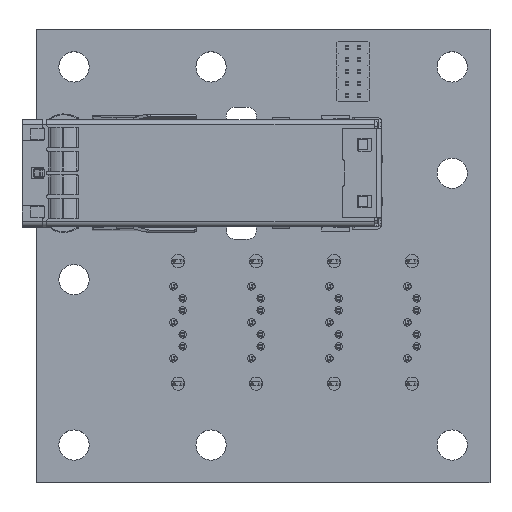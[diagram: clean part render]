
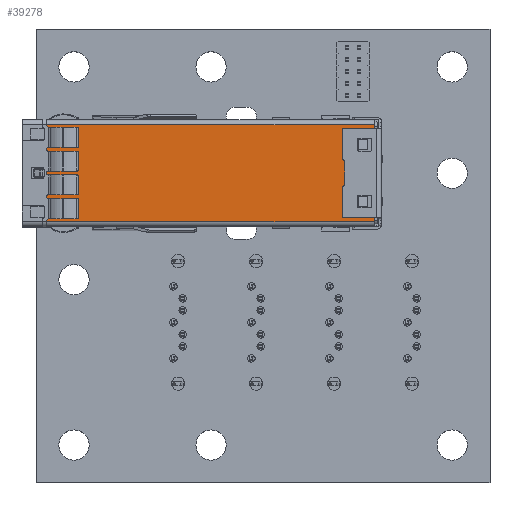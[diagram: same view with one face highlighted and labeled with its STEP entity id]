
A CAD part, top view. The second image highlights one B-rep face of the part: STEP entity #39278.
In plain terms, the highlighted face is planar.
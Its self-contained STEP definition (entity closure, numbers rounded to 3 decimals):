
#38358 = VERTEX_POINT('',#38359);
#38359 = CARTESIAN_POINT('',(-5.125,6.045,-2.6));
#38366 = EDGE_CURVE('',#38358,#38367,#38369,.T.);
#38367 = VERTEX_POINT('',#38368);
#38368 = CARTESIAN_POINT('',(-5.125,6.045,-37.25));
#38369 = LINE('',#38370,#38371);
#38370 = CARTESIAN_POINT('',(-5.125,6.045,-2.6));
#38371 = VECTOR('',#38372,1.);
#38372 = DIRECTION('',(0.,0.,-1.));
#38451 = VERTEX_POINT('',#38452);
#38452 = CARTESIAN_POINT('',(5.125,6.045,-37.25));
#38459 = EDGE_CURVE('',#38451,#38460,#38462,.T.);
#38460 = VERTEX_POINT('',#38461);
#38461 = CARTESIAN_POINT('',(4.725,6.045,-37.25));
#38462 = LINE('',#38463,#38464);
#38463 = CARTESIAN_POINT('',(5.125,6.045,-37.25));
#38464 = VECTOR('',#38465,1.);
#38465 = DIRECTION('',(-1.,0.,0.));
#38468 = VERTEX_POINT('',#38469);
#38469 = CARTESIAN_POINT('',(-4.725,6.045,-37.25));
#38475 = EDGE_CURVE('',#38468,#38367,#38476,.T.);
#38476 = LINE('',#38477,#38478);
#38477 = CARTESIAN_POINT('',(-4.725,6.045,-37.25));
#38478 = VECTOR('',#38479,1.);
#38479 = DIRECTION('',(-1.,0.,0.));
#39278 = ADVANCED_FACE('',(#39279),#39423,.T.);
#39279 = FACE_BOUND('',#39280,.F.);
#39280 = EDGE_LOOP('',(#39281,#39292,#39300,#39309,#39317,#39326,#39334,
    #39343,#39351,#39358,#39359,#39360,#39368,#39376,#39385,#39393,
    #39402,#39410,#39416,#39417));
#39281 = ORIENTED_EDGE('',*,*,#39282,.F.);
#39282 = EDGE_CURVE('',#39283,#39285,#39287,.T.);
#39283 = VERTEX_POINT('',#39284);
#39284 = CARTESIAN_POINT('',(4.854,6.045,-2.779));
#39285 = VERTEX_POINT('',#39286);
#39286 = CARTESIAN_POINT('',(5.125,6.045,-2.6));
#39287 = CIRCLE('',#39288,0.3);
#39288 = AXIS2_PLACEMENT_3D('',#39289,#39290,#39291);
#39289 = CARTESIAN_POINT('',(5.129,6.045,-2.9));
#39290 = DIRECTION('',(0.,1.,0.));
#39291 = DIRECTION('',(-0.915,0.,0.404));
#39292 = ORIENTED_EDGE('',*,*,#39293,.F.);
#39293 = EDGE_CURVE('',#39294,#39283,#39296,.T.);
#39294 = VERTEX_POINT('',#39295);
#39295 = CARTESIAN_POINT('',(2.712,6.045,-2.779));
#39296 = LINE('',#39297,#39298);
#39297 = CARTESIAN_POINT('',(2.712,6.045,-2.779));
#39298 = VECTOR('',#39299,1.);
#39299 = DIRECTION('',(1.,0.,0.));
#39300 = ORIENTED_EDGE('',*,*,#39301,.F.);
#39301 = EDGE_CURVE('',#39302,#39294,#39304,.T.);
#39302 = VERTEX_POINT('',#39303);
#39303 = CARTESIAN_POINT('',(2.314,6.045,-2.779));
#39304 = CIRCLE('',#39305,0.2);
#39305 = AXIS2_PLACEMENT_3D('',#39306,#39307,#39308);
#39306 = CARTESIAN_POINT('',(2.513,6.045,-2.8));
#39307 = DIRECTION('',(0.,1.,0.));
#39308 = DIRECTION('',(-0.994,0.,0.106));
#39309 = ORIENTED_EDGE('',*,*,#39310,.F.);
#39310 = EDGE_CURVE('',#39311,#39302,#39313,.T.);
#39311 = VERTEX_POINT('',#39312);
#39312 = CARTESIAN_POINT('',(0.199,6.045,-2.779));
#39313 = LINE('',#39314,#39315);
#39314 = CARTESIAN_POINT('',(0.199,6.045,-2.779));
#39315 = VECTOR('',#39316,1.);
#39316 = DIRECTION('',(1.,0.,0.));
#39317 = ORIENTED_EDGE('',*,*,#39318,.F.);
#39318 = EDGE_CURVE('',#39319,#39311,#39321,.T.);
#39319 = VERTEX_POINT('',#39320);
#39320 = CARTESIAN_POINT('',(-0.199,6.045,-2.779));
#39321 = CIRCLE('',#39322,0.2);
#39322 = AXIS2_PLACEMENT_3D('',#39323,#39324,#39325);
#39323 = CARTESIAN_POINT('',(0.,6.045,-2.8));
#39324 = DIRECTION('',(0.,1.,0.));
#39325 = DIRECTION('',(-0.994,0.,0.106));
#39326 = ORIENTED_EDGE('',*,*,#39327,.F.);
#39327 = EDGE_CURVE('',#39328,#39319,#39330,.T.);
#39328 = VERTEX_POINT('',#39329);
#39329 = CARTESIAN_POINT('',(-2.314,6.045,-2.779));
#39330 = LINE('',#39331,#39332);
#39331 = CARTESIAN_POINT('',(-2.314,6.045,-2.779));
#39332 = VECTOR('',#39333,1.);
#39333 = DIRECTION('',(1.,0.,0.));
#39334 = ORIENTED_EDGE('',*,*,#39335,.F.);
#39335 = EDGE_CURVE('',#39336,#39328,#39338,.T.);
#39336 = VERTEX_POINT('',#39337);
#39337 = CARTESIAN_POINT('',(-2.712,6.045,-2.779));
#39338 = CIRCLE('',#39339,0.2);
#39339 = AXIS2_PLACEMENT_3D('',#39340,#39341,#39342);
#39340 = CARTESIAN_POINT('',(-2.513,6.045,-2.8));
#39341 = DIRECTION('',(0.,1.,0.));
#39342 = DIRECTION('',(-0.994,0.,0.106));
#39343 = ORIENTED_EDGE('',*,*,#39344,.F.);
#39344 = EDGE_CURVE('',#39345,#39336,#39347,.T.);
#39345 = VERTEX_POINT('',#39346);
#39346 = CARTESIAN_POINT('',(-4.854,6.045,-2.779));
#39347 = LINE('',#39348,#39349);
#39348 = CARTESIAN_POINT('',(-4.854,6.045,-2.779));
#39349 = VECTOR('',#39350,1.);
#39350 = DIRECTION('',(1.,0.,0.));
#39351 = ORIENTED_EDGE('',*,*,#39352,.F.);
#39352 = EDGE_CURVE('',#38358,#39345,#39353,.T.);
#39353 = CIRCLE('',#39354,0.3);
#39354 = AXIS2_PLACEMENT_3D('',#39355,#39356,#39357);
#39355 = CARTESIAN_POINT('',(-5.129,6.045,-2.9));
#39356 = DIRECTION('',(0.,1.,0.));
#39357 = DIRECTION('',(0.013,-0.,1.));
#39358 = ORIENTED_EDGE('',*,*,#38366,.T.);
#39359 = ORIENTED_EDGE('',*,*,#38475,.F.);
#39360 = ORIENTED_EDGE('',*,*,#39361,.T.);
#39361 = EDGE_CURVE('',#38468,#39362,#39364,.T.);
#39362 = VERTEX_POINT('',#39363);
#39363 = CARTESIAN_POINT('',(-4.725,6.045,-33.85));
#39364 = LINE('',#39365,#39366);
#39365 = CARTESIAN_POINT('',(-4.725,6.045,-37.25));
#39366 = VECTOR('',#39367,1.);
#39367 = DIRECTION('',(0.,0.,1.));
#39368 = ORIENTED_EDGE('',*,*,#39369,.T.);
#39369 = EDGE_CURVE('',#39362,#39370,#39372,.T.);
#39370 = VERTEX_POINT('',#39371);
#39371 = CARTESIAN_POINT('',(-1.4,6.045,-33.85));
#39372 = LINE('',#39373,#39374);
#39373 = CARTESIAN_POINT('',(-4.725,6.045,-33.85));
#39374 = VECTOR('',#39375,1.);
#39375 = DIRECTION('',(1.,0.,0.));
#39376 = ORIENTED_EDGE('',*,*,#39377,.F.);
#39377 = EDGE_CURVE('',#39378,#39370,#39380,.T.);
#39378 = VERTEX_POINT('',#39379);
#39379 = CARTESIAN_POINT('',(-1.1,6.045,-34.15));
#39380 = CIRCLE('',#39381,0.3);
#39381 = AXIS2_PLACEMENT_3D('',#39382,#39383,#39384);
#39382 = CARTESIAN_POINT('',(-1.1,6.045,-33.85));
#39383 = DIRECTION('',(0.,1.,0.));
#39384 = DIRECTION('',(0.,0.,-1.));
#39385 = ORIENTED_EDGE('',*,*,#39386,.T.);
#39386 = EDGE_CURVE('',#39378,#39387,#39389,.T.);
#39387 = VERTEX_POINT('',#39388);
#39388 = CARTESIAN_POINT('',(1.1,6.045,-34.15));
#39389 = LINE('',#39390,#39391);
#39390 = CARTESIAN_POINT('',(-1.1,6.045,-34.15));
#39391 = VECTOR('',#39392,1.);
#39392 = DIRECTION('',(1.,0.,0.));
#39393 = ORIENTED_EDGE('',*,*,#39394,.F.);
#39394 = EDGE_CURVE('',#39395,#39387,#39397,.T.);
#39395 = VERTEX_POINT('',#39396);
#39396 = CARTESIAN_POINT('',(1.4,6.045,-33.85));
#39397 = CIRCLE('',#39398,0.3);
#39398 = AXIS2_PLACEMENT_3D('',#39399,#39400,#39401);
#39399 = CARTESIAN_POINT('',(1.1,6.045,-33.85));
#39400 = DIRECTION('',(-0.,1.,0.));
#39401 = DIRECTION('',(1.,0.,0.));
#39402 = ORIENTED_EDGE('',*,*,#39403,.T.);
#39403 = EDGE_CURVE('',#39395,#39404,#39406,.T.);
#39404 = VERTEX_POINT('',#39405);
#39405 = CARTESIAN_POINT('',(4.725,6.045,-33.85));
#39406 = LINE('',#39407,#39408);
#39407 = CARTESIAN_POINT('',(1.4,6.045,-33.85));
#39408 = VECTOR('',#39409,1.);
#39409 = DIRECTION('',(1.,0.,0.));
#39410 = ORIENTED_EDGE('',*,*,#39411,.F.);
#39411 = EDGE_CURVE('',#38460,#39404,#39412,.T.);
#39412 = LINE('',#39413,#39414);
#39413 = CARTESIAN_POINT('',(4.725,6.045,-37.25));
#39414 = VECTOR('',#39415,1.);
#39415 = DIRECTION('',(0.,0.,1.));
#39416 = ORIENTED_EDGE('',*,*,#38459,.F.);
#39417 = ORIENTED_EDGE('',*,*,#39418,.T.);
#39418 = EDGE_CURVE('',#38451,#39285,#39419,.T.);
#39419 = LINE('',#39420,#39421);
#39420 = CARTESIAN_POINT('',(5.125,6.045,-37.25));
#39421 = VECTOR('',#39422,1.);
#39422 = DIRECTION('',(0.,0.,1.));
#39423 = PLANE('',#39424);
#39424 = AXIS2_PLACEMENT_3D('',#39425,#39426,#39427);
#39425 = CARTESIAN_POINT('',(5.625,6.045,0.));
#39426 = DIRECTION('',(0.,1.,0.));
#39427 = DIRECTION('',(-1.,0.,0.));
